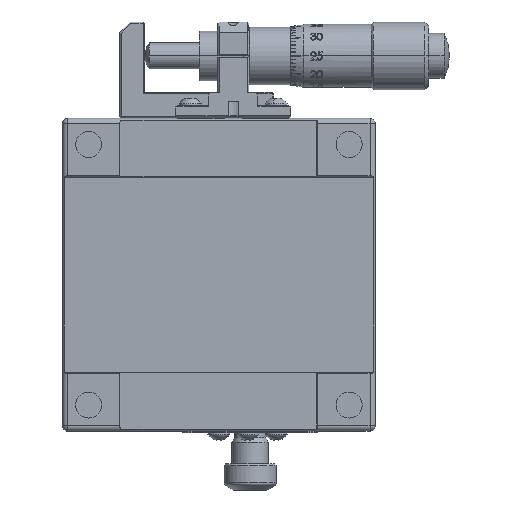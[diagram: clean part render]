
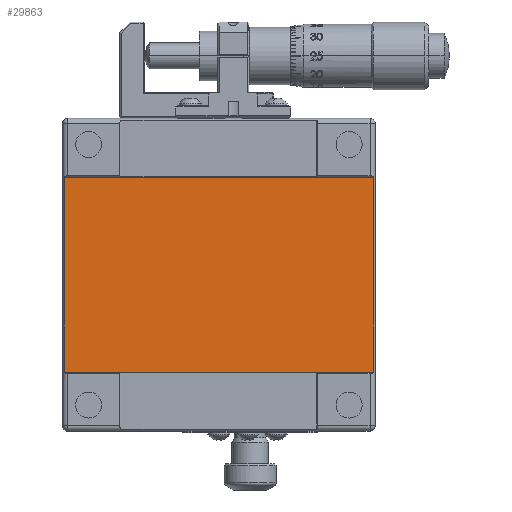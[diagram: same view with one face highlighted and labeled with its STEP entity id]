
A CAD part, front view. The second image highlights one B-rep face of the part: STEP entity #29863.
In plain terms, the highlighted planar face has unit normal (0, -1, 0).
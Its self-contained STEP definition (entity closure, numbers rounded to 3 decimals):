
#711 = DIRECTION ( 'NONE',  ( 0., 0., -1. ) ) ;
#3352 = VERTEX_POINT ( 'NONE', #49504 ) ;
#3598 = CARTESIAN_POINT ( 'NONE',  ( 26.128, -5.708, -18.7 ) ) ;
#5196 = LINE ( 'NONE', #15350, #35746 ) ;
#6242 = ORIENTED_EDGE ( 'NONE', *, *, #56753, .T. ) ;
#10859 = CARTESIAN_POINT ( 'NONE',  ( 26.128, -5.708, 18.7 ) ) ;
#12863 = CARTESIAN_POINT ( 'NONE',  ( 25.842, -5.708, -18.7 ) ) ;
#15350 = CARTESIAN_POINT ( 'NONE',  ( -33.586, -5.708, 18.7 ) ) ;
#18561 = VECTOR ( 'NONE', #55959, 1000. ) ;
#21280 = DIRECTION ( 'NONE',  ( -1., 0., 0. ) ) ;
#22783 = VERTEX_POINT ( 'NONE', #12863 ) ;
#23698 = EDGE_CURVE ( 'NONE', #22783, #3352, #73219, .T. ) ;
#25445 = ORIENTED_EDGE ( 'NONE', *, *, #37067, .F. ) ;
#27363 = ORIENTED_EDGE ( 'NONE', *, *, #63788, .T. ) ;
#28176 = DIRECTION ( 'NONE',  ( 0., 1., 0. ) ) ;
#29054 = VERTEX_POINT ( 'NONE', #59548 ) ;
#29278 = PLANE ( 'NONE',  #72212 ) ;
#29355 = VECTOR ( 'NONE', #21280, 1000. ) ;
#29863 = ADVANCED_FACE ( 'NONE', ( #63808 ), #29278, .F. ) ;
#30881 = CARTESIAN_POINT ( 'NONE',  ( -33.586, -5.708, 18.7 ) ) ;
#33098 = EDGE_LOOP ( 'NONE', ( #61788, #27363, #6242, #25445 ) ) ;
#34639 = VERTEX_POINT ( 'NONE', #30881 ) ;
#35746 = VECTOR ( 'NONE', #37911, 1000. ) ;
#37067 = EDGE_CURVE ( 'NONE', #22783, #29054, #55073, .T. ) ;
#37911 = DIRECTION ( 'NONE',  ( 0., 0., -1. ) ) ;
#44322 = CARTESIAN_POINT ( 'NONE',  ( 25.842, -5.708, -18.7 ) ) ;
#49504 = CARTESIAN_POINT ( 'NONE',  ( 25.842, -5.708, 18.7 ) ) ;
#49571 = LINE ( 'NONE', #56695, #50006 ) ;
#50006 = VECTOR ( 'NONE', #73945, 1000. ) ;
#55073 = LINE ( 'NONE', #3598, #29355 ) ;
#55959 = DIRECTION ( 'NONE',  ( 0., 0., 1. ) ) ;
#56695 = CARTESIAN_POINT ( 'NONE',  ( 26.128, -5.708, 18.7 ) ) ;
#56753 = EDGE_CURVE ( 'NONE', #34639, #29054, #5196, .T. ) ;
#59548 = CARTESIAN_POINT ( 'NONE',  ( -33.586, -5.708, -18.7 ) ) ;
#61788 = ORIENTED_EDGE ( 'NONE', *, *, #23698, .T. ) ;
#63788 = EDGE_CURVE ( 'NONE', #3352, #34639, #49571, .T. ) ;
#63808 = FACE_OUTER_BOUND ( 'NONE', #33098, .T. ) ;
#72212 = AXIS2_PLACEMENT_3D ( 'NONE', #10859, #28176, #711 ) ;
#73219 = LINE ( 'NONE', #44322, #18561 ) ;
#73945 = DIRECTION ( 'NONE',  ( -1., 0., 0. ) ) ;
